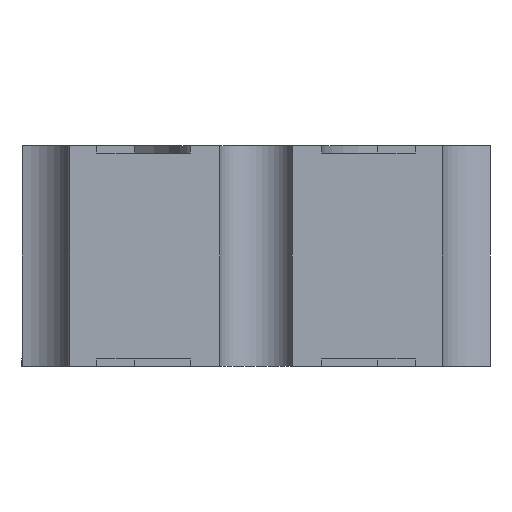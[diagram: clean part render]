
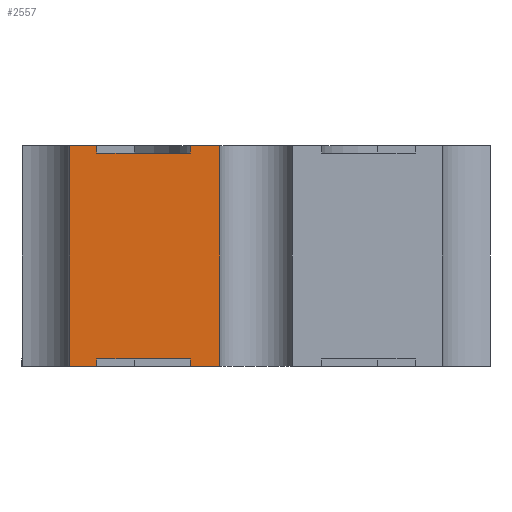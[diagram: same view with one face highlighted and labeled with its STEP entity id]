
A CAD part, left-side view. The second image highlights one B-rep face of the part: STEP entity #2557.
In plain terms, the highlighted planar face has unit normal (-1, 0, 0).
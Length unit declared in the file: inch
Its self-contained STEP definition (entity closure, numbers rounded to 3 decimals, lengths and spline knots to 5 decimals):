
#80 = EDGE_CURVE ( 'NONE', #3187, #666, #7375, .T. ) ;
#164 = EDGE_CURVE ( 'NONE', #2963, #4836, #3657, .T. ) ;
#207 = EDGE_CURVE ( 'NONE', #7126, #6755, #2600, .T. ) ;
#317 = LINE ( 'NONE', #5855, #1270 ) ;
#480 = VECTOR ( 'NONE', #5537, 39.37008 ) ;
#606 = DIRECTION ( 'NONE',  ( 1., 0., 0. ) ) ;
#666 = VERTEX_POINT ( 'NONE', #7849 ) ;
#813 = DIRECTION ( 'NONE',  ( 0., 1., 0. ) ) ;
#1016 = CARTESIAN_POINT ( 'NONE',  ( -0.1, 0.0175, 0.002 ) ) ;
#1023 = CARTESIAN_POINT ( 'NONE',  ( -0.1, 0.00968, 0. ) ) ;
#1191 = ORIENTED_EDGE ( 'NONE', *, *, #7645, .T. ) ;
#1270 = VECTOR ( 'NONE', #2374, 39.37008 ) ;
#1289 = VECTOR ( 'NONE', #6619, 39.37008 ) ;
#1313 = EDGE_CURVE ( 'NONE', #4052, #6103, #5712, .T. ) ;
#1350 = EDGE_CURVE ( 'NONE', #4052, #666, #5629, .T. ) ;
#1871 = CARTESIAN_POINT ( 'NONE',  ( -0.1, 0.0425, 0.002 ) ) ;
#1888 = DIRECTION ( 'NONE',  ( 0., 1., 0. ) ) ;
#1935 = EDGE_CURVE ( 'NONE', #8800, #7126, #6533, .T. ) ;
#2101 = CARTESIAN_POINT ( 'NONE',  ( -0.1, 0.0497, 0.002 ) ) ;
#2170 = CARTESIAN_POINT ( 'NONE',  ( -0.1, 0.0497, 0. ) ) ;
#2171 = ORIENTED_EDGE ( 'NONE', *, *, #7843, .T. ) ;
#2188 = CARTESIAN_POINT ( 'NONE',  ( -0.1, 0.0425, 0.057 ) ) ;
#2285 = CARTESIAN_POINT ( 'NONE',  ( -0.1, 0.0175, 0.059 ) ) ;
#2329 = CARTESIAN_POINT ( 'NONE',  ( -0.1, 0.0175, 0.002 ) ) ;
#2374 = DIRECTION ( 'NONE',  ( 0., 0., 1. ) ) ;
#2463 = DIRECTION ( 'NONE',  ( 0., -1., 0. ) ) ;
#2536 = EDGE_CURVE ( 'NONE', #6755, #4836, #8683, .T. ) ;
#2557 = ADVANCED_FACE ( 'NONE', ( #3128 ), #5231, .F. ) ;
#2594 = CARTESIAN_POINT ( 'NONE',  ( -0.1, 0.0425, 0. ) ) ;
#2600 = LINE ( 'NONE', #2101, #480 ) ;
#2665 = DIRECTION ( 'NONE',  ( 0., 0., -1. ) ) ;
#2686 = EDGE_CURVE ( 'NONE', #8809, #3187, #6509, .T. ) ;
#2775 = ORIENTED_EDGE ( 'NONE', *, *, #7464, .F. ) ;
#2963 = VERTEX_POINT ( 'NONE', #3697 ) ;
#3081 = CARTESIAN_POINT ( 'NONE',  ( -0.1, 0.0425, 0.059 ) ) ;
#3128 = FACE_OUTER_BOUND ( 'NONE', #7379, .T. ) ;
#3187 = VERTEX_POINT ( 'NONE', #4054 ) ;
#3479 = ORIENTED_EDGE ( 'NONE', *, *, #3595, .T. ) ;
#3520 = CARTESIAN_POINT ( 'NONE',  ( -0.1, 0.0175, 0.057 ) ) ;
#3595 = EDGE_CURVE ( 'NONE', #5552, #7496, #8865, .T. ) ;
#3657 = LINE ( 'NONE', #1871, #7341 ) ;
#3697 = CARTESIAN_POINT ( 'NONE',  ( -0.1, 0.0425, 0.002 ) ) ;
#3873 = ORIENTED_EDGE ( 'NONE', *, *, #1935, .T. ) ;
#4052 = VERTEX_POINT ( 'NONE', #6283 ) ;
#4054 = CARTESIAN_POINT ( 'NONE',  ( -0.1, 0.0175, 0. ) ) ;
#4064 = CARTESIAN_POINT ( 'NONE',  ( -0.1, 0.0175, 0.002 ) ) ;
#4114 = CARTESIAN_POINT ( 'NONE',  ( -0.1, 0.00968, 0.002 ) ) ;
#4252 = CARTESIAN_POINT ( 'NONE',  ( -0.1, 0., 0.059 ) ) ;
#4319 = CARTESIAN_POINT ( 'NONE',  ( -0.1, 0.0175, 0.057 ) ) ;
#4331 = DIRECTION ( 'NONE',  ( 0., 1., 0. ) ) ;
#4517 = VECTOR ( 'NONE', #7840, 39.37008 ) ;
#4638 = VECTOR ( 'NONE', #1888, 39.37008 ) ;
#4752 = VECTOR ( 'NONE', #813, 39.37008 ) ;
#4797 = LINE ( 'NONE', #4064, #7621 ) ;
#4813 = ORIENTED_EDGE ( 'NONE', *, *, #2536, .T. ) ;
#4836 = VERTEX_POINT ( 'NONE', #2594 ) ;
#4888 = DIRECTION ( 'NONE',  ( 0., 0., -1. ) ) ;
#5152 = CARTESIAN_POINT ( 'NONE',  ( -0.1, 0., 0.059 ) ) ;
#5231 = PLANE ( 'NONE',  #8920 ) ;
#5372 = CARTESIAN_POINT ( 'NONE',  ( -0.1, 0., 0.057 ) ) ;
#5440 = CARTESIAN_POINT ( 'NONE',  ( -0.1, 0.00968, 0. ) ) ;
#5537 = DIRECTION ( 'NONE',  ( 0., 0., -1. ) ) ;
#5552 = VERTEX_POINT ( 'NONE', #4319 ) ;
#5629 = LINE ( 'NONE', #4114, #7401 ) ;
#5712 = LINE ( 'NONE', #4252, #4752 ) ;
#5855 = CARTESIAN_POINT ( 'NONE',  ( -0.1, 0.0425, 0.057 ) ) ;
#5933 = ORIENTED_EDGE ( 'NONE', *, *, #1350, .F. ) ;
#6103 = VERTEX_POINT ( 'NONE', #2285 ) ;
#6283 = CARTESIAN_POINT ( 'NONE',  ( -0.1, 0.00968, 0.059 ) ) ;
#6509 = LINE ( 'NONE', #2329, #4517 ) ;
#6533 = LINE ( 'NONE', #5152, #7845 ) ;
#6619 = DIRECTION ( 'NONE',  ( 0., -1., 0. ) ) ;
#6755 = VERTEX_POINT ( 'NONE', #2170 ) ;
#7061 = DIRECTION ( 'NONE',  ( 0., 0., 1. ) ) ;
#7126 = VERTEX_POINT ( 'NONE', #7710 ) ;
#7341 = VECTOR ( 'NONE', #8893, 39.37008 ) ;
#7375 = LINE ( 'NONE', #5440, #8073 ) ;
#7379 = EDGE_LOOP ( 'NONE', ( #2775, #3479, #1191, #3873, #7791, #4813, #8961, #2171, #9025, #7465, #5933, #8383 ) ) ;
#7401 = VECTOR ( 'NONE', #4888, 39.37008 ) ;
#7464 = EDGE_CURVE ( 'NONE', #5552, #6103, #7746, .T. ) ;
#7465 = ORIENTED_EDGE ( 'NONE', *, *, #80, .T. ) ;
#7496 = VERTEX_POINT ( 'NONE', #2188 ) ;
#7512 = DIRECTION ( 'NONE',  ( 0., -1., 0. ) ) ;
#7621 = VECTOR ( 'NONE', #7512, 39.37008 ) ;
#7645 = EDGE_CURVE ( 'NONE', #7496, #8800, #317, .T. ) ;
#7710 = CARTESIAN_POINT ( 'NONE',  ( -0.1, 0.0497, 0.059 ) ) ;
#7746 = LINE ( 'NONE', #3520, #8439 ) ;
#7791 = ORIENTED_EDGE ( 'NONE', *, *, #207, .T. ) ;
#7840 = DIRECTION ( 'NONE',  ( 0., 0., -1. ) ) ;
#7843 = EDGE_CURVE ( 'NONE', #2963, #8809, #4797, .T. ) ;
#7845 = VECTOR ( 'NONE', #4331, 39.37008 ) ;
#7849 = CARTESIAN_POINT ( 'NONE',  ( -0.1, 0.00968, 0. ) ) ;
#8031 = CARTESIAN_POINT ( 'NONE',  ( -0.1, 0.00968, 0.002 ) ) ;
#8073 = VECTOR ( 'NONE', #2463, 39.37008 ) ;
#8383 = ORIENTED_EDGE ( 'NONE', *, *, #1313, .T. ) ;
#8439 = VECTOR ( 'NONE', #7061, 39.37008 ) ;
#8683 = LINE ( 'NONE', #1023, #1289 ) ;
#8800 = VERTEX_POINT ( 'NONE', #3081 ) ;
#8809 = VERTEX_POINT ( 'NONE', #1016 ) ;
#8865 = LINE ( 'NONE', #5372, #4638 ) ;
#8893 = DIRECTION ( 'NONE',  ( 0., 0., -1. ) ) ;
#8920 = AXIS2_PLACEMENT_3D ( 'NONE', #8031, #606, #2665 ) ;
#8961 = ORIENTED_EDGE ( 'NONE', *, *, #164, .F. ) ;
#9025 = ORIENTED_EDGE ( 'NONE', *, *, #2686, .T. ) ;
